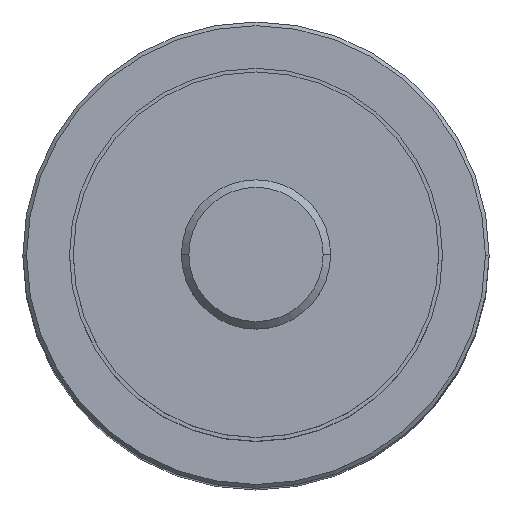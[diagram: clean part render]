
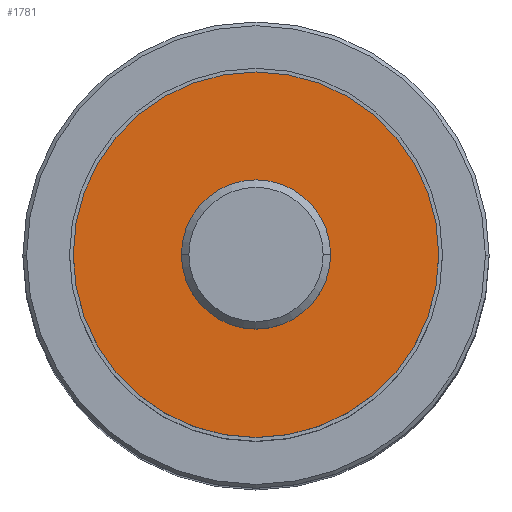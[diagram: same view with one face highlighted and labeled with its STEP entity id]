
A CAD part, top view. The second image highlights one B-rep face of the part: STEP entity #1781.
In plain terms, the highlighted planar face has unit normal (0, 0, 1).
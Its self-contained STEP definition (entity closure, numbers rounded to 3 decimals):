
#49 = CARTESIAN_POINT ( 'NONE',  ( -49., 0., 336.5 ) ) ;
#92 = DIRECTION ( 'NONE',  ( -1., 0., 0. ) ) ;
#96 = VERTEX_POINT ( 'NONE', #1310 ) ;
#200 = FACE_OUTER_BOUND ( 'NONE', #2029, .T. ) ;
#325 = CARTESIAN_POINT ( 'NONE',  ( 0., 0., 336.5 ) ) ;
#343 = ORIENTED_EDGE ( 'NONE', *, *, #793, .F. ) ;
#373 = CARTESIAN_POINT ( 'NONE',  ( 49., 0., 336.5 ) ) ;
#381 = PLANE ( 'NONE',  #846 ) ;
#458 = ORIENTED_EDGE ( 'NONE', *, *, #1075, .T. ) ;
#512 = CARTESIAN_POINT ( 'NONE',  ( 0., 0., 336.5 ) ) ;
#618 = AXIS2_PLACEMENT_3D ( 'NONE', #2177, #2388, #1839 ) ;
#723 = DIRECTION ( 'NONE',  ( 0., 0., -1. ) ) ;
#793 = EDGE_CURVE ( 'NONE', #1902, #1834, #1509, .T. ) ;
#813 = EDGE_CURVE ( 'NONE', #1834, #1902, #1376, .T. ) ;
#846 = AXIS2_PLACEMENT_3D ( 'NONE', #951, #1745, #1548 ) ;
#865 = AXIS2_PLACEMENT_3D ( 'NONE', #325, #1465, #939 ) ;
#872 = EDGE_CURVE ( 'NONE', #2187, #96, #1610, .T. ) ;
#909 = EDGE_LOOP ( 'NONE', ( #458, #2377 ) ) ;
#939 = DIRECTION ( 'NONE',  ( -1., 0., 0. ) ) ;
#940 = CARTESIAN_POINT ( 'NONE',  ( 18.8, 0., 336.5 ) ) ;
#951 = CARTESIAN_POINT ( 'NONE',  ( -49., 0., 336.5 ) ) ;
#1052 = CARTESIAN_POINT ( 'NONE',  ( 0., 0., 336.5 ) ) ;
#1075 = EDGE_CURVE ( 'NONE', #96, #2187, #2032, .T. ) ;
#1114 = DIRECTION ( 'NONE',  ( -1., 0., 0. ) ) ;
#1169 = FACE_BOUND ( 'NONE', #909, .T. ) ;
#1310 = CARTESIAN_POINT ( 'NONE',  ( -18.8, 0., 336.5 ) ) ;
#1376 = CIRCLE ( 'NONE', #618, 49. ) ;
#1403 = AXIS2_PLACEMENT_3D ( 'NONE', #1052, #2192, #92 ) ;
#1465 = DIRECTION ( 'NONE',  ( 0., 0., -1. ) ) ;
#1509 = CIRCLE ( 'NONE', #2152, 49. ) ;
#1548 = DIRECTION ( 'NONE',  ( 1., 0., 0. ) ) ;
#1577 = ORIENTED_EDGE ( 'NONE', *, *, #813, .F. ) ;
#1610 = CIRCLE ( 'NONE', #1403, 18.8 ) ;
#1745 = DIRECTION ( 'NONE',  ( 0., 0., 1. ) ) ;
#1781 = ADVANCED_FACE ( 'NONE', ( #1169, #200 ), #381, .T. ) ;
#1834 = VERTEX_POINT ( 'NONE', #373 ) ;
#1839 = DIRECTION ( 'NONE',  ( -1., 0., 0. ) ) ;
#1902 = VERTEX_POINT ( 'NONE', #49 ) ;
#2029 = EDGE_LOOP ( 'NONE', ( #343, #1577 ) ) ;
#2032 = CIRCLE ( 'NONE', #865, 18.8 ) ;
#2152 = AXIS2_PLACEMENT_3D ( 'NONE', #512, #723, #1114 ) ;
#2177 = CARTESIAN_POINT ( 'NONE',  ( 0., 0., 336.5 ) ) ;
#2187 = VERTEX_POINT ( 'NONE', #940 ) ;
#2192 = DIRECTION ( 'NONE',  ( 0., 0., -1. ) ) ;
#2377 = ORIENTED_EDGE ( 'NONE', *, *, #872, .T. ) ;
#2388 = DIRECTION ( 'NONE',  ( 0., 0., -1. ) ) ;
